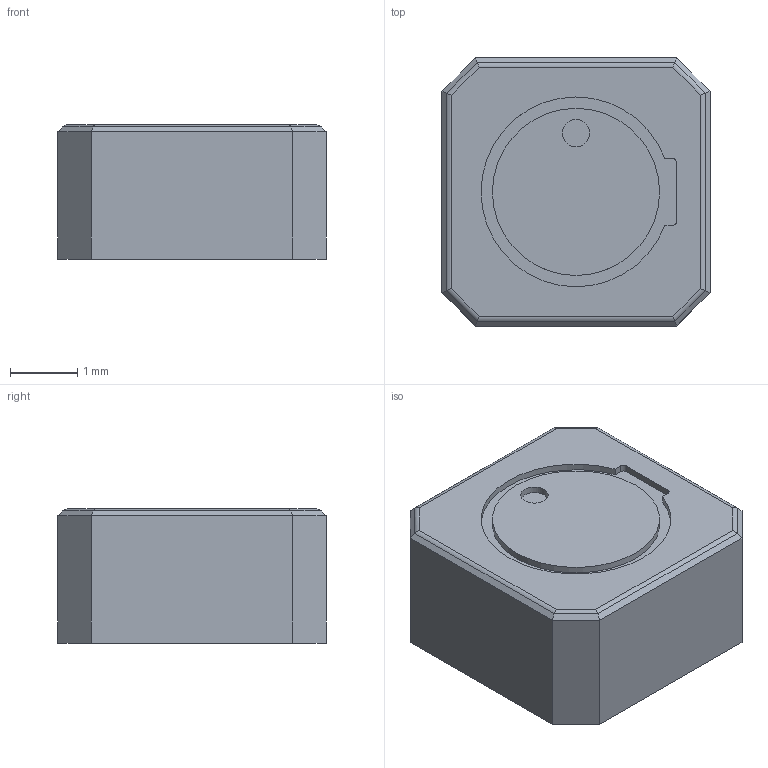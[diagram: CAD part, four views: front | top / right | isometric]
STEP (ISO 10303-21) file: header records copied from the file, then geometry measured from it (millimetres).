
FILE_DESCRIPTION(('FreeCAD Model'),'2;1');
FILE_NAME( 'VLCF4020T-150MR68.step', '2017-01-06T10:43:43',('Author'),(''), 'Open CASCADE STEP processor 6.8','FreeCAD','Unknown');
FILE_SCHEMA(('AUTOMOTIVE_DESIGN_CC2 { 1 2 10303 214 -1 1 5 4 }'));
Length unit declared in the file: millimetre
Products named in the file (2): ASSEMBLY; VLCF4020T-150MR68
Assembly tree (1 placements, depth 2):
  ASSEMBLY
    VLCF4020T-150MR68
Bounding box: 4 x 4 x 2 mm (x, y, z)
Volume: 30.8 mm3; surface area: 61.5 mm2
Topology: 1 solids, 1 shells, 37 faces, 80 edges, 48 vertices
Faces by surface type: plane 24, cylinder 13
Full cylindrical faces by diameter (mm): 0.411 x1, 2.492 x1
Entity records: 2425 total; most frequent: CARTESIAN_POINT 485, DIRECTION 315, LINE 196, VECTOR 196, ORIENTED_EDGE 160, PCURVE 160, DEFINITIONAL_REPRESENTATION 160, EDGE_CURVE 80
